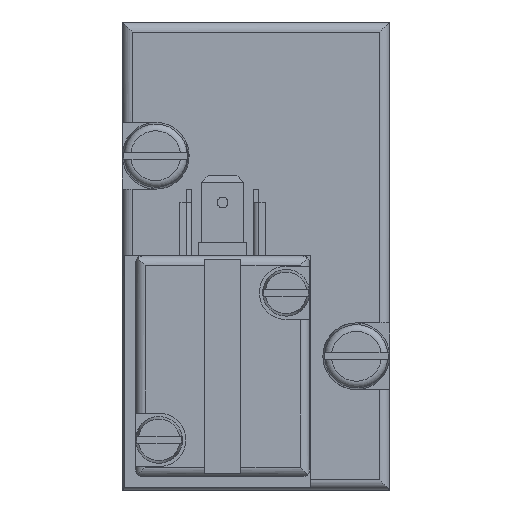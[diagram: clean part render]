
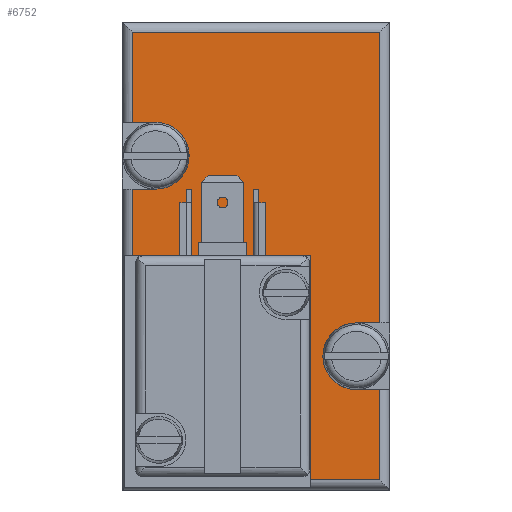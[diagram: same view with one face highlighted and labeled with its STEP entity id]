
A CAD part, front view. The second image highlights one B-rep face of the part: STEP entity #6752.
In plain terms, the highlighted planar face has unit normal (0, -1, 0).
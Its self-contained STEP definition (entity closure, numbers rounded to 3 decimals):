
#285=CIRCLE('',#8002,5.);
#286=CIRCLE('',#8003,5.);
#595=ORIENTED_EDGE('',*,*,#2575,.F.);
#596=ORIENTED_EDGE('',*,*,#2576,.T.);
#597=ORIENTED_EDGE('',*,*,#2577,.F.);
#598=ORIENTED_EDGE('',*,*,#2578,.F.);
#599=ORIENTED_EDGE('',*,*,#2579,.F.);
#600=ORIENTED_EDGE('',*,*,#2580,.F.);
#601=ORIENTED_EDGE('',*,*,#2581,.F.);
#602=ORIENTED_EDGE('',*,*,#2582,.F.);
#603=ORIENTED_EDGE('',*,*,#2583,.T.);
#604=ORIENTED_EDGE('',*,*,#2584,.F.);
#605=ORIENTED_EDGE('',*,*,#2585,.F.);
#606=ORIENTED_EDGE('',*,*,#2586,.F.);
#607=ORIENTED_EDGE('',*,*,#2587,.T.);
#608=ORIENTED_EDGE('',*,*,#2588,.F.);
#2575=EDGE_CURVE('',#3565,#3566,#4246,.T.);
#2576=EDGE_CURVE('',#3565,#3567,#4247,.T.);
#2577=EDGE_CURVE('',#3568,#3567,#4248,.T.);
#2578=EDGE_CURVE('',#3569,#3568,#4249,.T.);
#2579=EDGE_CURVE('',#3570,#3569,#285,.F.);
#2580=EDGE_CURVE('',#3571,#3570,#4250,.T.);
#2581=EDGE_CURVE('',#3572,#3571,#4251,.T.);
#2582=EDGE_CURVE('',#3573,#3572,#4252,.T.);
#2583=EDGE_CURVE('',#3573,#3574,#4253,.T.);
#2584=EDGE_CURVE('',#3575,#3574,#4254,.T.);
#2585=EDGE_CURVE('',#3576,#3575,#286,.F.);
#2586=EDGE_CURVE('',#3577,#3576,#4255,.T.);
#2587=EDGE_CURVE('',#3577,#3578,#4256,.T.);
#2588=EDGE_CURVE('',#3566,#3578,#4257,.T.);
#3565=VERTEX_POINT('',#10827);
#3566=VERTEX_POINT('',#10828);
#3567=VERTEX_POINT('',#10830);
#3568=VERTEX_POINT('',#10832);
#3569=VERTEX_POINT('',#10834);
#3570=VERTEX_POINT('',#10836);
#3571=VERTEX_POINT('',#10838);
#3572=VERTEX_POINT('',#10840);
#3573=VERTEX_POINT('',#10842);
#3574=VERTEX_POINT('',#10844);
#3575=VERTEX_POINT('',#10846);
#3576=VERTEX_POINT('',#10848);
#3577=VERTEX_POINT('',#10850);
#3578=VERTEX_POINT('',#10852);
#4246=LINE('',#10826,#4862);
#4247=LINE('',#10829,#4863);
#4248=LINE('',#10831,#4864);
#4249=LINE('',#10833,#4865);
#4250=LINE('',#10837,#4866);
#4251=LINE('',#10839,#4867);
#4252=LINE('',#10841,#4868);
#4253=LINE('',#10843,#4869);
#4254=LINE('',#10845,#4870);
#4255=LINE('',#10849,#4871);
#4256=LINE('',#10851,#4872);
#4257=LINE('',#10853,#4873);
#4862=VECTOR('',#8740,1000.);
#4863=VECTOR('',#8741,1000.);
#4864=VECTOR('',#8742,1000.);
#4865=VECTOR('',#8743,1000.);
#4866=VECTOR('',#8746,1000.);
#4867=VECTOR('',#8747,1000.);
#4868=VECTOR('',#8748,1000.);
#4869=VECTOR('',#8749,1000.);
#4870=VECTOR('',#8750,1000.);
#4871=VECTOR('',#8753,1000.);
#4872=VECTOR('',#8754,1000.);
#4873=VECTOR('',#8755,1000.);
#5478=EDGE_LOOP('',(#595,#596,#597,#598,#599,#600,#601,#602,#603,#604,#605,
#606,#607,#608));
#5994=FACE_BOUND('',#5478,.T.);
#6519=PLANE('',#8001);
#6752=ADVANCED_FACE('',(#5994),#6519,.F.);
#8001=AXIS2_PLACEMENT_3D('',#10825,#8738,#8739);
#8002=AXIS2_PLACEMENT_3D('',#10835,#8744,#8745);
#8003=AXIS2_PLACEMENT_3D('',#10847,#8751,#8752);
#8738=DIRECTION('',(0.,1.,0.));
#8739=DIRECTION('',(0.,0.,1.));
#8740=DIRECTION('',(1.,0.,0.));
#8741=DIRECTION('',(0.,0.,-1.));
#8742=DIRECTION('',(-1.,0.,0.));
#8743=DIRECTION('',(0.,0.,-1.));
#8744=DIRECTION('',(0.,1.,0.));
#8745=DIRECTION('',(0.,0.,1.));
#8746=DIRECTION('',(0.,0.,1.));
#8747=DIRECTION('',(-1.,0.,0.));
#8748=DIRECTION('',(0.,0.,-1.));
#8749=DIRECTION('',(-1.,0.,0.));
#8750=DIRECTION('',(0.,0.,1.));
#8751=DIRECTION('',(0.,1.,0.));
#8752=DIRECTION('',(0.,0.,1.));
#8753=DIRECTION('',(0.,0.,-1.));
#8754=DIRECTION('',(-1.,0.,0.));
#8755=DIRECTION('',(0.,0.,1.));
#10825=CARTESIAN_POINT('',(70.,-81.5,18.5));
#10826=CARTESIAN_POINT('',(70.,-81.5,-8.1));
#10827=CARTESIAN_POINT('',(1.5,-81.5,-8.1));
#10828=CARTESIAN_POINT('',(35.1,-81.5,-8.1));
#10829=CARTESIAN_POINT('',(1.5,-81.5,20.));
#10830=CARTESIAN_POINT('',(1.5,-81.5,-18.5));
#10831=CARTESIAN_POINT('',(70.,-81.5,-18.5));
#10832=CARTESIAN_POINT('',(15.,-81.5,-18.5));
#10833=CARTESIAN_POINT('',(15.,-81.5,18.5));
#10834=CARTESIAN_POINT('',(15.,-81.5,-15.));
#10835=CARTESIAN_POINT('',(20.,-81.5,-15.));
#10836=CARTESIAN_POINT('',(25.,-81.5,-15.));
#10837=CARTESIAN_POINT('',(25.,-81.5,18.5));
#10838=CARTESIAN_POINT('',(25.,-81.5,-18.5));
#10839=CARTESIAN_POINT('',(70.,-81.5,-18.5));
#10840=CARTESIAN_POINT('',(68.5,-81.5,-18.5));
#10841=CARTESIAN_POINT('',(68.5,-81.5,20.));
#10842=CARTESIAN_POINT('',(68.5,-81.5,18.5));
#10843=CARTESIAN_POINT('',(70.,-81.5,18.5));
#10844=CARTESIAN_POINT('',(55.,-81.5,18.5));
#10845=CARTESIAN_POINT('',(55.,-81.5,18.5));
#10846=CARTESIAN_POINT('',(55.,-81.5,15.));
#10847=CARTESIAN_POINT('',(50.,-81.5,15.));
#10848=CARTESIAN_POINT('',(45.,-81.5,15.));
#10849=CARTESIAN_POINT('',(45.,-81.5,18.5));
#10850=CARTESIAN_POINT('',(45.,-81.5,18.5));
#10851=CARTESIAN_POINT('',(70.,-81.5,18.5));
#10852=CARTESIAN_POINT('',(35.1,-81.5,18.5));
#10853=CARTESIAN_POINT('',(35.1,-81.5,18.5));
